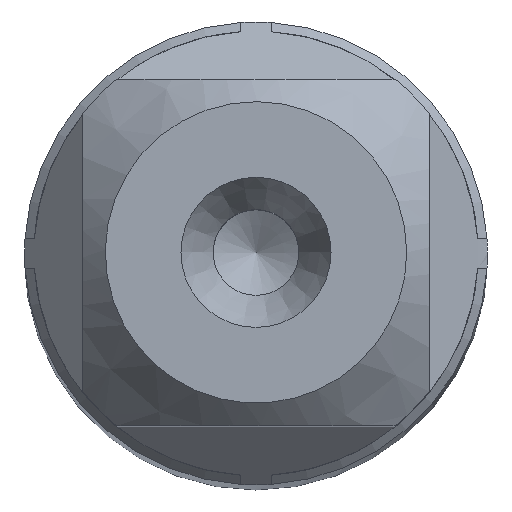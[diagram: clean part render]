
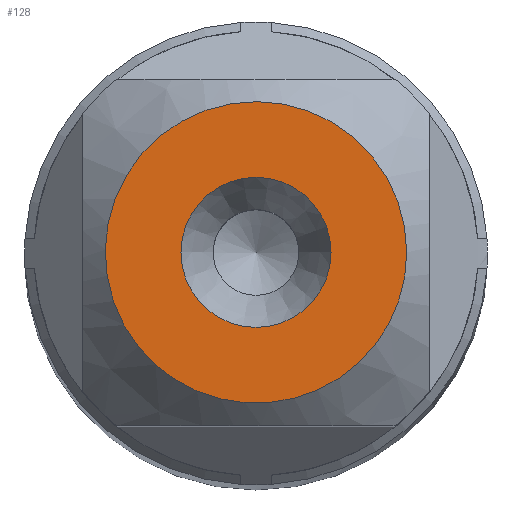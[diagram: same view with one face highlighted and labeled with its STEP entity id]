
A CAD part, top view. The second image highlights one B-rep face of the part: STEP entity #128.
In plain terms, the highlighted planar face has unit normal (0, 0, 1).
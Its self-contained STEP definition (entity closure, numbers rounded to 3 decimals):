
#44=PLANE('',#636);
#128=ADVANCED_FACE('',(#184,#185),#44,.F.);
#184=FACE_BOUND('',#228,.T.);
#185=FACE_BOUND('',#229,.T.);
#228=EDGE_LOOP('',(#326));
#229=EDGE_LOOP('',(#327));
#326=ORIENTED_EDGE('',*,*,#490,.T.);
#327=ORIENTED_EDGE('',*,*,#448,.T.);
#397=VERTEX_POINT('',#895);
#427=VERTEX_POINT('',#1025);
#448=EDGE_CURVE('',#397,#397,#509,.T.);
#490=EDGE_CURVE('',#427,#427,#523,.T.);
#509=CIRCLE('',#599,2.109);
#523=CIRCLE('',#635,1.05);
#599=AXIS2_PLACEMENT_3D('',#894,#694,#695);
#635=AXIS2_PLACEMENT_3D('',#1024,#774,#775);
#636=AXIS2_PLACEMENT_3D('',#1026,#776,#777);
#694=DIRECTION('',(0.,0.,1.));
#695=DIRECTION('',(1.,0.,0.));
#774=DIRECTION('',(0.,0.,-1.));
#775=DIRECTION('',(-1.,0.,0.));
#776=DIRECTION('',(0.,0.,-1.));
#777=DIRECTION('',(-1.,0.,0.));
#894=CARTESIAN_POINT('',(0.,0.,0.));
#895=CARTESIAN_POINT('',(2.109,0.,0.));
#1024=CARTESIAN_POINT('',(0.,0.,0.));
#1025=CARTESIAN_POINT('',(-1.05,0.,0.));
#1026=CARTESIAN_POINT('',(3.439,0.,0.));
